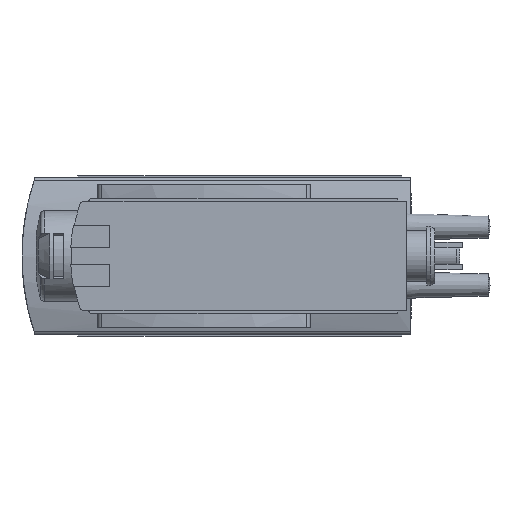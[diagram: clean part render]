
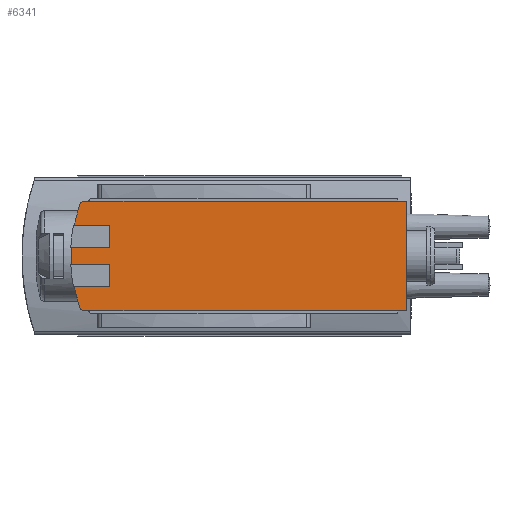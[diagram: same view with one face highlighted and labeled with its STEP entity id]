
A CAD part, left-side view. The second image highlights one B-rep face of the part: STEP entity #6341.
In plain terms, the highlighted face is planar.
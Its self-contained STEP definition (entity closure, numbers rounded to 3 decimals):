
#112=PLANE('',#6846);
#359=CIRCLE('',#6790,15.);
#361=CIRCLE('',#6792,15.);
#363=CIRCLE('',#6794,15.);
#395=CIRCLE('',#6847,0.5);
#396=CIRCLE('',#6848,0.5);
#768=LINE('',#9989,#1292);
#769=LINE('',#9991,#1293);
#770=LINE('',#9993,#1294);
#771=LINE('',#9994,#1295);
#772=LINE('',#9996,#1296);
#773=LINE('',#9998,#1297);
#774=LINE('',#10001,#1298);
#775=LINE('',#10003,#1299);
#776=LINE('',#10005,#1300);
#1292=VECTOR('',#7783,1000.);
#1293=VECTOR('',#7784,1000.);
#1294=VECTOR('',#7785,1000.);
#1295=VECTOR('',#7786,1000.);
#1296=VECTOR('',#7787,1000.);
#1297=VECTOR('',#7788,1000.);
#1298=VECTOR('',#7791,1000.);
#1299=VECTOR('',#7792,1000.);
#1300=VECTOR('',#7793,1000.);
#1945=ORIENTED_EDGE('',*,*,#3715,.F.);
#1946=ORIENTED_EDGE('',*,*,#3716,.F.);
#1947=ORIENTED_EDGE('',*,*,#3717,.F.);
#1948=ORIENTED_EDGE('',*,*,#3607,.F.);
#1949=ORIENTED_EDGE('',*,*,#3718,.F.);
#1950=ORIENTED_EDGE('',*,*,#3719,.F.);
#1951=ORIENTED_EDGE('',*,*,#3720,.F.);
#1952=ORIENTED_EDGE('',*,*,#3603,.F.);
#1953=ORIENTED_EDGE('',*,*,#3721,.F.);
#1954=ORIENTED_EDGE('',*,*,#3722,.F.);
#1955=ORIENTED_EDGE('',*,*,#3723,.F.);
#1956=ORIENTED_EDGE('',*,*,#3724,.F.);
#1957=ORIENTED_EDGE('',*,*,#3725,.F.);
#1958=ORIENTED_EDGE('',*,*,#3599,.F.);
#3599=EDGE_CURVE('',#4498,#4500,#359,.T.);
#3603=EDGE_CURVE('',#4503,#4504,#361,.T.);
#3607=EDGE_CURVE('',#4507,#4508,#363,.T.);
#3715=EDGE_CURVE('',#4592,#4498,#768,.T.);
#3716=EDGE_CURVE('',#4593,#4592,#769,.T.);
#3717=EDGE_CURVE('',#4508,#4593,#770,.T.);
#3718=EDGE_CURVE('',#4594,#4507,#771,.T.);
#3719=EDGE_CURVE('',#4595,#4594,#772,.T.);
#3720=EDGE_CURVE('',#4504,#4595,#773,.T.);
#3721=EDGE_CURVE('',#4596,#4503,#395,.T.);
#3722=EDGE_CURVE('',#4597,#4596,#774,.T.);
#3723=EDGE_CURVE('',#4598,#4597,#775,.T.);
#3724=EDGE_CURVE('',#4599,#4598,#776,.T.);
#3725=EDGE_CURVE('',#4500,#4599,#396,.T.);
#4498=VERTEX_POINT('',#9744);
#4500=VERTEX_POINT('',#9747);
#4503=VERTEX_POINT('',#9753);
#4504=VERTEX_POINT('',#9755);
#4507=VERTEX_POINT('',#9761);
#4508=VERTEX_POINT('',#9763);
#4592=VERTEX_POINT('',#9990);
#4593=VERTEX_POINT('',#9992);
#4594=VERTEX_POINT('',#9995);
#4595=VERTEX_POINT('',#9997);
#4596=VERTEX_POINT('',#10000);
#4597=VERTEX_POINT('',#10002);
#4598=VERTEX_POINT('',#10004);
#4599=VERTEX_POINT('',#10006);
#5129=EDGE_LOOP('',(#1945,#1946,#1947,#1948,#1949,#1950,#1951,#1952,#1953,
#1954,#1955,#1956,#1957,#1958));
#5690=FACE_BOUND('',#5129,.T.);
#6341=ADVANCED_FACE('',(#5690),#112,.F.);
#6790=AXIS2_PLACEMENT_3D('',#9746,#7596,#7597);
#6792=AXIS2_PLACEMENT_3D('',#9754,#7602,#7603);
#6794=AXIS2_PLACEMENT_3D('',#9762,#7608,#7609);
#6846=AXIS2_PLACEMENT_3D('',#9988,#7781,#7782);
#6847=AXIS2_PLACEMENT_3D('',#9999,#7789,#7790);
#6848=AXIS2_PLACEMENT_3D('',#10007,#7794,#7795);
#7596=DIRECTION('',(0.,0.,1.));
#7597=DIRECTION('',(1.,0.,0.));
#7602=DIRECTION('',(0.,0.,1.));
#7603=DIRECTION('',(1.,0.,0.));
#7608=DIRECTION('',(0.,0.,1.));
#7609=DIRECTION('',(1.,0.,0.));
#7781=DIRECTION('',(0.,0.,1.));
#7782=DIRECTION('',(1.,0.,0.));
#7783=DIRECTION('',(0.,1.,0.));
#7784=DIRECTION('',(-1.,0.,0.));
#7785=DIRECTION('',(0.,-1.,0.));
#7786=DIRECTION('',(0.,1.,0.));
#7787=DIRECTION('',(-1.,0.,0.));
#7788=DIRECTION('',(0.,-1.,0.));
#7789=DIRECTION('',(0.,0.,1.));
#7790=DIRECTION('',(1.,0.,0.));
#7791=DIRECTION('',(0.,1.,0.));
#7792=DIRECTION('',(1.,0.,0.));
#7793=DIRECTION('',(0.,-1.,0.));
#7794=DIRECTION('',(0.,0.,1.));
#7795=DIRECTION('',(1.,0.,0.));
#9744=CARTESIAN_POINT('',(-2.75,30.146,-23.2));
#9746=CARTESIAN_POINT('',(0.,15.4,-23.2));
#9747=CARTESIAN_POINT('',(-4.552,29.693,-23.2));
#9753=CARTESIAN_POINT('',(4.552,29.693,-23.2));
#9754=CARTESIAN_POINT('',(0.,15.4,-23.2));
#9755=CARTESIAN_POINT('',(2.75,30.146,-23.2));
#9761=CARTESIAN_POINT('',(0.75,30.381,-23.2));
#9762=CARTESIAN_POINT('',(0.,15.4,-23.2));
#9763=CARTESIAN_POINT('',(-0.75,30.381,-23.2));
#9988=CARTESIAN_POINT('',(-4.4,29.216,-23.2));
#9989=CARTESIAN_POINT('',(-2.75,29.216,-23.2));
#9990=CARTESIAN_POINT('',(-2.75,27.,-23.2));
#9991=CARTESIAN_POINT('',(-4.4,27.,-23.2));
#9992=CARTESIAN_POINT('',(-0.75,27.,-23.2));
#9993=CARTESIAN_POINT('',(-0.75,29.216,-23.2));
#9994=CARTESIAN_POINT('',(0.75,29.216,-23.2));
#9995=CARTESIAN_POINT('',(0.75,27.,-23.2));
#9996=CARTESIAN_POINT('',(-4.4,27.,-23.2));
#9997=CARTESIAN_POINT('',(2.75,27.,-23.2));
#9998=CARTESIAN_POINT('',(2.75,29.216,-23.2));
#9999=CARTESIAN_POINT('',(4.4,29.216,-23.2));
#10000=CARTESIAN_POINT('',(4.9,29.216,-23.2));
#10001=CARTESIAN_POINT('',(4.9,0.,-23.2));
#10002=CARTESIAN_POINT('',(4.9,0.4,-23.2));
#10003=CARTESIAN_POINT('',(-4.4,0.4,-23.2));
#10004=CARTESIAN_POINT('',(-4.9,0.4,-23.2));
#10005=CARTESIAN_POINT('',(-4.9,29.216,-23.2));
#10006=CARTESIAN_POINT('',(-4.9,29.216,-23.2));
#10007=CARTESIAN_POINT('',(-4.4,29.216,-23.2));
